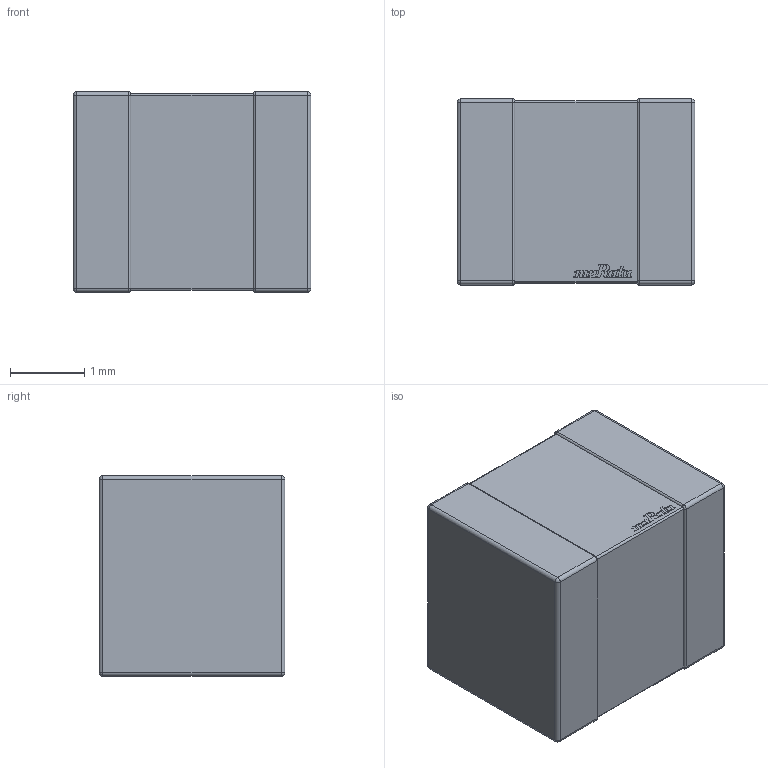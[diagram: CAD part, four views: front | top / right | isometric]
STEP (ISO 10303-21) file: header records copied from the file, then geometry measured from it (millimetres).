
FILE_DESCRIPTION(/* description */ (''),/* implementation_level */ '2;1');
FILE_NAME(/* name */ 'Murata Ceramic Cap_1210 (3225 Metric)_2.7_MH.stp',/* time_stamp */ '2020-08-11T20:04:33-04:00',/* author */ ('Julio Mora'),/* organization */ (''),/* preprocessor_version */ 'ST-DEVELOPER v18.1',/* originating_system */ 'Autodesk Inventor 2021',/* authorisation */ '');
FILE_SCHEMA (('AUTOMOTIVE_DESIGN { 1 0 10303 214 3 1 1 }'));
Length unit declared in the file: inch
Products named in the file (4): Murata Ceramic Cap_1210 (3225 Metric)_2.7_MH; Terminals; Center; Murata
Assembly tree (3 placements, depth 2):
  Murata Ceramic Cap_1210 (3225 Metric)_2.7_MH
    Terminals
    Center
    Murata
Bounding box: 3.2 x 2.5 x 2.7 mm (x, y, z)
Volume: 21.2 mm3; surface area: 72.2 mm2
Topology: 4 solids, 4 shells, 203 faces, 545 edges, 350 vertices
Faces by surface type: cylinder 101, plane 86, bspline 8, sphere 8
Entity records: 6787 total; most frequent: CARTESIAN_POINT 1169, DIRECTION 1159, ORIENTED_EDGE 1090, EDGE_CURVE 545, AXIS2_PLACEMENT_3D 412, VERTEX_POINT 350, LINE 335, VECTOR 335
